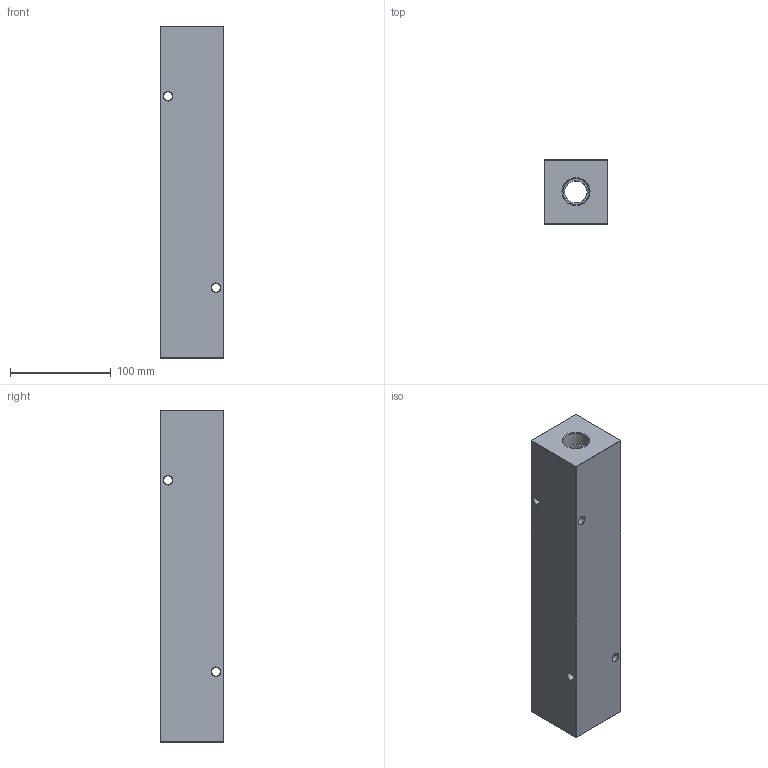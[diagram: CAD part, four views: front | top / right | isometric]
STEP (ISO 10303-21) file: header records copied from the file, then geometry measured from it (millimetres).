
FILE_DESCRIPTION (( 'STEP AP214' ), '1' );
FILE_NAME ('HM-5-0-P-12-12.STEP', '2020-02-28T20:33:40', ( '' ), ( '' ), 'SwSTEP 2.0', 'SolidWorks 2019', '' );
FILE_SCHEMA (( 'AUTOMOTIVE_DESIGN' ));
Length unit declared in the file: inch
Products named in the file (1): HM-5-0-P-12-12
Bounding box: 63.5 x 63.5 x 330.2 mm (x, y, z)
Volume: 1129020.3 mm3; surface area: 124952.2 mm2
Topology: 1 solids, 1 shells, 505 faces, 1325 edges, 864 vertices
Faces by surface type: plane 264, bspline 179, cone 34, cylinder 28
Entity records: 31002 total; most frequent: CARTESIAN_POINT 13414, ORIENTED_EDGE 2650, DIRECTION 1681, EDGE_CURVE 1325, VERTEX_POINT 864, LINE 835, VECTOR 835, EDGE_LOOP 571
